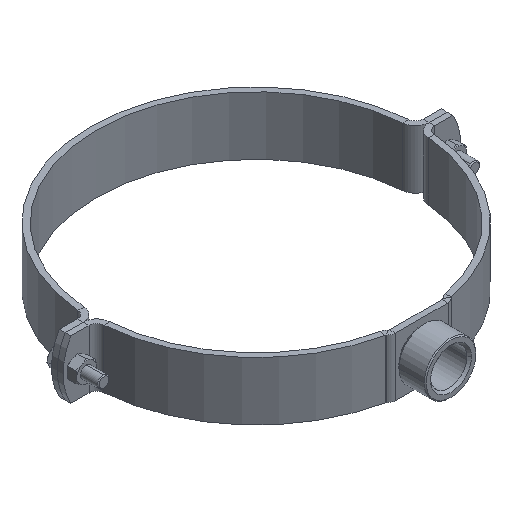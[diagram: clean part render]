
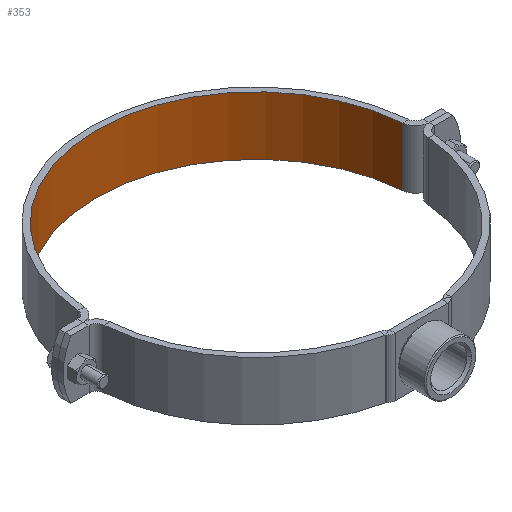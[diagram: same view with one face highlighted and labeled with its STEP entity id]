
A CAD part, isometric view. The second image highlights one B-rep face of the part: STEP entity #353.
In plain terms, the highlighted cylindrical face has radius 82 mm (diameter 164 mm), a partial arc.
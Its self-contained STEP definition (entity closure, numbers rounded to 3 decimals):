
#59 = EDGE_CURVE ( 'NONE', #389, #397, #1144, .T. ) ;
#184 = CARTESIAN_POINT ( 'NONE',  ( 0., 0., 15. ) ) ;
#353 = ADVANCED_FACE ( 'NONE', ( #921 ), #2351, .F. ) ;
#389 = VERTEX_POINT ( 'NONE', #2724 ) ;
#397 = VERTEX_POINT ( 'NONE', #3798 ) ;
#428 = CARTESIAN_POINT ( 'NONE',  ( 81.746, -6.449, 15. ) ) ;
#496 = DIRECTION ( 'NONE',  ( 0., 0., -1. ) ) ;
#542 = VECTOR ( 'NONE', #3991, 1000. ) ;
#665 = VERTEX_POINT ( 'NONE', #428 ) ;
#921 = FACE_OUTER_BOUND ( 'NONE', #2274, .T. ) ;
#1144 = LINE ( 'NONE', #2560, #542 ) ;
#1214 = CARTESIAN_POINT ( 'NONE',  ( 81.746, -6.449, 15. ) ) ;
#1222 = AXIS2_PLACEMENT_3D ( 'NONE', #3776, #496, #2000 ) ;
#1369 = CARTESIAN_POINT ( 'NONE',  ( 81.746, -6.449, -15. ) ) ;
#1684 = EDGE_CURVE ( 'NONE', #397, #2052, #1725, .T. ) ;
#1725 = CIRCLE ( 'NONE', #4341, 82. ) ;
#1727 = DIRECTION ( 'NONE',  ( 0., 0., 1. ) ) ;
#1733 = CIRCLE ( 'NONE', #4350, 82. ) ;
#1803 = VECTOR ( 'NONE', #2613, 1000. ) ;
#1811 = CARTESIAN_POINT ( 'NONE',  ( 0., 0., -15. ) ) ;
#2000 = DIRECTION ( 'NONE',  ( -1., 0., 0. ) ) ;
#2012 = ORIENTED_EDGE ( 'NONE', *, *, #1684, .F. ) ;
#2052 = VERTEX_POINT ( 'NONE', #1369 ) ;
#2243 = ORIENTED_EDGE ( 'NONE', *, *, #2741, .T. ) ;
#2274 = EDGE_LOOP ( 'NONE', ( #2012, #3294, #2750, #2243 ) ) ;
#2351 = CYLINDRICAL_SURFACE ( 'NONE', #1222, 82. ) ;
#2525 = EDGE_CURVE ( 'NONE', #389, #665, #1733, .T. ) ;
#2560 = CARTESIAN_POINT ( 'NONE',  ( -81.746, -6.449, 15. ) ) ;
#2613 = DIRECTION ( 'NONE',  ( 0., 0., -1. ) ) ;
#2724 = CARTESIAN_POINT ( 'NONE',  ( -81.746, -6.449, 15. ) ) ;
#2741 = EDGE_CURVE ( 'NONE', #665, #2052, #4391, .T. ) ;
#2750 = ORIENTED_EDGE ( 'NONE', *, *, #2525, .T. ) ;
#3171 = DIRECTION ( 'NONE',  ( 1., 0., 0. ) ) ;
#3247 = DIRECTION ( 'NONE',  ( 0., 0., 1. ) ) ;
#3294 = ORIENTED_EDGE ( 'NONE', *, *, #59, .F. ) ;
#3776 = CARTESIAN_POINT ( 'NONE',  ( 0., 0., 15. ) ) ;
#3798 = CARTESIAN_POINT ( 'NONE',  ( -81.746, -6.449, -15. ) ) ;
#3991 = DIRECTION ( 'NONE',  ( 0., 0., -1. ) ) ;
#4341 = AXIS2_PLACEMENT_3D ( 'NONE', #1811, #3247, #4658 ) ;
#4350 = AXIS2_PLACEMENT_3D ( 'NONE', #184, #1727, #3171 ) ;
#4391 = LINE ( 'NONE', #1214, #1803 ) ;
#4658 = DIRECTION ( 'NONE',  ( 1., 0., 0. ) ) ;
